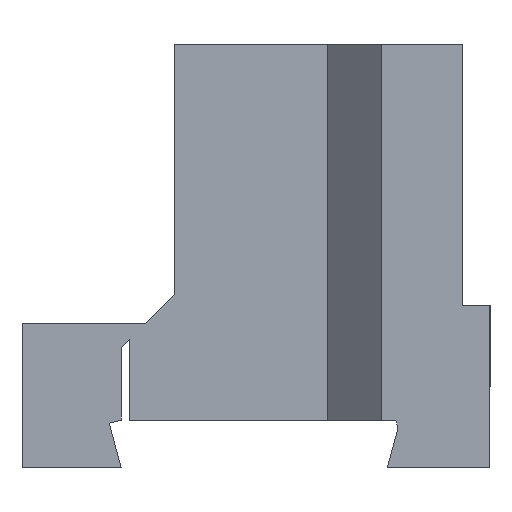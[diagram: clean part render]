
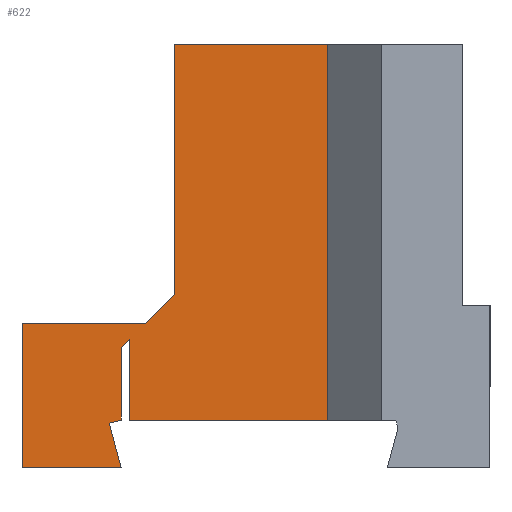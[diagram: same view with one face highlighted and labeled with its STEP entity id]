
A CAD part, left-side view. The second image highlights one B-rep face of the part: STEP entity #622.
In plain terms, the highlighted planar face has unit normal (-1, 0, 0).
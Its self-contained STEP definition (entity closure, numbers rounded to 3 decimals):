
#21 = VERTEX_POINT ( 'NONE', #635 ) ;
#30 = EDGE_CURVE ( 'NONE', #774, #715, #421, .T. ) ;
#47 = CARTESIAN_POINT ( 'NONE',  ( -54., 32.93, -2. ) ) ;
#59 = CARTESIAN_POINT ( 'NONE',  ( -54., 32.93, -18. ) ) ;
#84 = CARTESIAN_POINT ( 'NONE',  ( -54., 21.93, -18. ) ) ;
#89 = CARTESIAN_POINT ( 'NONE',  ( -54., 23.25, -13.06 ) ) ;
#90 = CARTESIAN_POINT ( 'NONE',  ( -54., 21.9, -4.67 ) ) ;
#105 = CARTESIAN_POINT ( 'NONE',  ( -54., 19.23, -2. ) ) ;
#118 = VECTOR ( 'NONE', #174, 1000. ) ;
#135 = LINE ( 'NONE', #190, #118 ) ;
#145 = VECTOR ( 'NONE', #288, 1000. ) ;
#156 = LINE ( 'NONE', #334, #145 ) ;
#164 = DIRECTION ( 'NONE',  ( 0., -0.966, 0.258 ) ) ;
#165 = EDGE_CURVE ( 'NONE', #760, #783, #397, .T. ) ;
#166 = VECTOR ( 'NONE', #343, 1000. ) ;
#173 = LINE ( 'NONE', #358, #166 ) ;
#174 = DIRECTION ( 'NONE',  ( 0., 0., 1. ) ) ;
#175 = LINE ( 'NONE', #392, #341 ) ;
#184 = FACE_OUTER_BOUND ( 'NONE', #630, .T. ) ;
#190 = CARTESIAN_POINT ( 'NONE',  ( -54., 21., -12.8 ) ) ;
#214 = CARTESIAN_POINT ( 'NONE',  ( -54., 21., -3.77 ) ) ;
#222 = VECTOR ( 'NONE', #638, 1000. ) ;
#224 = DIRECTION ( 'NONE',  ( 0., -0.707, 0.707 ) ) ;
#233 = LINE ( 'NONE', #665, #222 ) ;
#239 = LINE ( 'NONE', #671, #245 ) ;
#245 = VECTOR ( 'NONE', #675, 1000. ) ;
#249 = CARTESIAN_POINT ( 'NONE',  ( -54., 21., -3.77 ) ) ;
#262 = VECTOR ( 'NONE', #756, 1000. ) ;
#268 = EDGE_CURVE ( 'NONE', #653, #498, #338, .T. ) ;
#271 = LINE ( 'NONE', #780, #262 ) ;
#272 = EDGE_CURVE ( 'NONE', #757, #669, #332, .T. ) ;
#279 = CARTESIAN_POINT ( 'NONE',  ( -54., 23.25, -13.06 ) ) ;
#283 = CARTESIAN_POINT ( 'NONE',  ( -54., -1., -12.8 ) ) ;
#284 = CARTESIAN_POINT ( 'NONE',  ( -54., 21., -12.8 ) ) ;
#288 = DIRECTION ( 'NONE',  ( 0., 0.258, 0.966 ) ) ;
#297 = CARTESIAN_POINT ( 'NONE',  ( -54., 16., 1.23 ) ) ;
#298 = CARTESIAN_POINT ( 'NONE',  ( -54., -1., 29. ) ) ;
#307 = EDGE_CURVE ( 'NONE', #769, #21, #328, .T. ) ;
#315 = VECTOR ( 'NONE', #164, 1000. ) ;
#316 = CARTESIAN_POINT ( 'NONE',  ( -54., -1., 29. ) ) ;
#319 = AXIS2_PLACEMENT_3D ( 'NONE', #406, #403, #402 ) ;
#323 = VECTOR ( 'NONE', #224, 1000. ) ;
#325 = VECTOR ( 'NONE', #345, 1000. ) ;
#327 = ORIENTED_EDGE ( 'NONE', *, *, #624, .T. ) ;
#328 = LINE ( 'NONE', #279, #315 ) ;
#332 = LINE ( 'NONE', #249, #323 ) ;
#334 = CARTESIAN_POINT ( 'NONE',  ( -54., 21.93, -18. ) ) ;
#338 = LINE ( 'NONE', #298, #325 ) ;
#341 = VECTOR ( 'NONE', #390, 1000. ) ;
#343 = DIRECTION ( 'NONE',  ( 0., -1., 0. ) ) ;
#345 = DIRECTION ( 'NONE',  ( 0., 1., 0. ) ) ;
#352 = ORIENTED_EDGE ( 'NONE', *, *, #272, .F. ) ;
#357 = LINE ( 'NONE', #647, #359 ) ;
#358 = CARTESIAN_POINT ( 'NONE',  ( -54., 21., -12.8 ) ) ;
#359 = VECTOR ( 'NONE', #643, 1000. ) ;
#364 = ORIENTED_EDGE ( 'NONE', *, *, #497, .T. ) ;
#365 = ORIENTED_EDGE ( 'NONE', *, *, #505, .T. ) ;
#375 = VECTOR ( 'NONE', #489, 1000. ) ;
#377 = ORIENTED_EDGE ( 'NONE', *, *, #165, .F. ) ;
#390 = DIRECTION ( 'NONE',  ( 0., 0., -1. ) ) ;
#391 = ORIENTED_EDGE ( 'NONE', *, *, #668, .T. ) ;
#392 = CARTESIAN_POINT ( 'NONE',  ( -54., 16., 29. ) ) ;
#397 = LINE ( 'NONE', #436, #375 ) ;
#402 = DIRECTION ( 'NONE',  ( 0., 0., -1. ) ) ;
#403 = DIRECTION ( 'NONE',  ( 1., 0., 0. ) ) ;
#406 = CARTESIAN_POINT ( 'NONE',  ( -54., -1., -59.524 ) ) ;
#416 = PLANE ( 'NONE',  #319 ) ;
#420 = VECTOR ( 'NONE', #559, 1000. ) ;
#421 = LINE ( 'NONE', #611, #420 ) ;
#432 = EDGE_CURVE ( 'NONE', #685, #653, #271, .T. ) ;
#436 = CARTESIAN_POINT ( 'NONE',  ( -54., -1., -18. ) ) ;
#441 = ORIENTED_EDGE ( 'NONE', *, *, #307, .T. ) ;
#448 = ORIENTED_EDGE ( 'NONE', *, *, #520, .T. ) ;
#450 = ORIENTED_EDGE ( 'NONE', *, *, #30, .T. ) ;
#462 = ORIENTED_EDGE ( 'NONE', *, *, #718, .F. ) ;
#486 = ORIENTED_EDGE ( 'NONE', *, *, #642, .T. ) ;
#489 = DIRECTION ( 'NONE',  ( 0., 1., 0. ) ) ;
#497 = EDGE_CURVE ( 'NONE', #757, #790, #239, .T. ) ;
#498 = VERTEX_POINT ( 'NONE', #667 ) ;
#505 = EDGE_CURVE ( 'NONE', #790, #783, #357, .T. ) ;
#507 = ORIENTED_EDGE ( 'NONE', *, *, #432, .T. ) ;
#508 = ORIENTED_EDGE ( 'NONE', *, *, #268, .T. ) ;
#520 = EDGE_CURVE ( 'NONE', #21, #774, #233, .T. ) ;
#559 = DIRECTION ( 'NONE',  ( 0., -0.707, 0.707 ) ) ;
#611 = CARTESIAN_POINT ( 'NONE',  ( -54., 21.9, -4.67 ) ) ;
#622 = ADVANCED_FACE ( 'NONE', ( #184 ), #416, .F. ) ;
#624 = EDGE_CURVE ( 'NONE', #498, #669, #175, .T. ) ;
#630 = EDGE_LOOP ( 'NONE', ( #327, #352, #364, #365, #377, #391, #441, #448, #450, #462, #486, #507, #508 ) ) ;
#635 = CARTESIAN_POINT ( 'NONE',  ( -54., 21.9, -12.699 ) ) ;
#638 = DIRECTION ( 'NONE',  ( 0., 0., 1. ) ) ;
#642 = EDGE_CURVE ( 'NONE', #682, #685, #173, .T. ) ;
#643 = DIRECTION ( 'NONE',  ( 0., 0., -1. ) ) ;
#647 = CARTESIAN_POINT ( 'NONE',  ( -54., 32.93, -2. ) ) ;
#653 = VERTEX_POINT ( 'NONE', #316 ) ;
#665 = CARTESIAN_POINT ( 'NONE',  ( -54., 21.9, -12.699 ) ) ;
#667 = CARTESIAN_POINT ( 'NONE',  ( -54., 16., 29. ) ) ;
#668 = EDGE_CURVE ( 'NONE', #760, #769, #156, .T. ) ;
#669 = VERTEX_POINT ( 'NONE', #297 ) ;
#671 = CARTESIAN_POINT ( 'NONE',  ( -54., 19.23, -2. ) ) ;
#675 = DIRECTION ( 'NONE',  ( 0., 1., 0. ) ) ;
#682 = VERTEX_POINT ( 'NONE', #284 ) ;
#685 = VERTEX_POINT ( 'NONE', #283 ) ;
#715 = VERTEX_POINT ( 'NONE', #214 ) ;
#718 = EDGE_CURVE ( 'NONE', #682, #715, #135, .T. ) ;
#756 = DIRECTION ( 'NONE',  ( 0., 0., 1. ) ) ;
#757 = VERTEX_POINT ( 'NONE', #105 ) ;
#760 = VERTEX_POINT ( 'NONE', #84 ) ;
#769 = VERTEX_POINT ( 'NONE', #89 ) ;
#774 = VERTEX_POINT ( 'NONE', #90 ) ;
#780 = CARTESIAN_POINT ( 'NONE',  ( -54., -1., -59.524 ) ) ;
#783 = VERTEX_POINT ( 'NONE', #59 ) ;
#790 = VERTEX_POINT ( 'NONE', #47 ) ;
